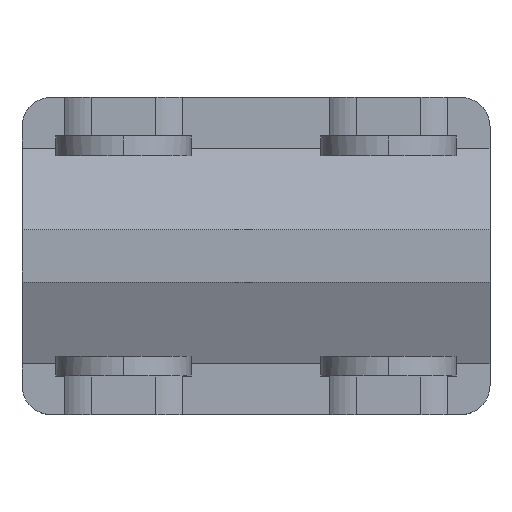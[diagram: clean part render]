
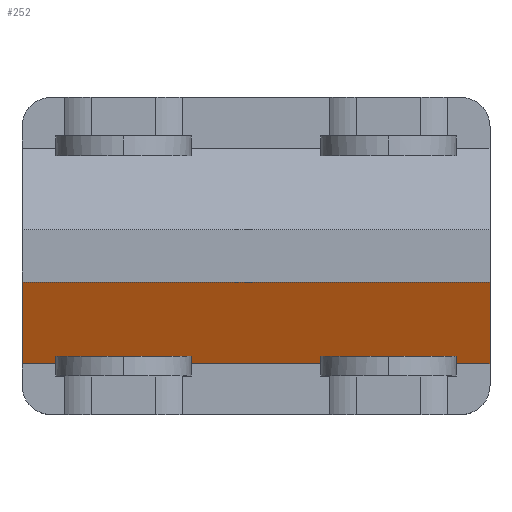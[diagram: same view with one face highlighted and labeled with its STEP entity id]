
A CAD part, top view. The second image highlights one B-rep face of the part: STEP entity #252.
In plain terms, the highlighted planar face has unit normal (0, -0.395, 0.919).
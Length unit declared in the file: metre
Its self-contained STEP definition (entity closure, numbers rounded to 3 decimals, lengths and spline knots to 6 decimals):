
#20 = ORIENTED_EDGE ( 'NONE', *, *, #556, .F. ) ;
#30 = EDGE_CURVE ( 'NONE', #604, #811, #628, .T. ) ;
#45 = ORIENTED_EDGE ( 'NONE', *, *, #422, .F. ) ;
#47 = CARTESIAN_POINT ( 'NONE',  ( -1.152719, -0.68, -0.567424 ) ) ;
#72 = ORIENTED_EDGE ( 'NONE', *, *, #30, .T. ) ;
#146 = FACE_OUTER_BOUND ( 'NONE', #288, .T. ) ;
#154 = CARTESIAN_POINT ( 'NONE',  ( -2.958752, -0.732472, -0.59 ) ) ;
#173 = VERTEX_POINT ( 'NONE', #289 ) ;
#190 = CARTESIAN_POINT ( 'NONE',  ( -3.84345, -0.715102, -0.582527 ) ) ;
#191 = EDGE_CURVE ( 'NONE', #1534, #604, #1143, .T. ) ;
#200 = CARTESIAN_POINT ( 'NONE',  ( -2.952719, -0.68, -0.567424 ) ) ;
#205 = ORIENTED_EDGE ( 'NONE', *, *, #318, .T. ) ;
#213 = CARTESIAN_POINT ( 'NONE',  ( -3.841248, -0.732472, -0.59 ) ) ;
#252 = ADVANCED_FACE ( 'NONE', ( #146 ), #1971, .F. ) ;
#263 = CARTESIAN_POINT ( 'NONE',  ( -1.154539, -0.697607, -0.575 ) ) ;
#278 = CARTESIAN_POINT ( 'NONE',  ( -1.15655, -0.715102, -0.582527 ) ) ;
#288 = EDGE_LOOP ( 'NONE', ( #1490, #72, #2244, #1680, #1975, #205, #45, #2172, #2086, #20, #2414, #2387 ) ) ;
#289 = CARTESIAN_POINT ( 'NONE',  ( -0.911432, -0.732472, -0.59 ) ) ;
#298 = CARTESIAN_POINT ( 'NONE',  ( -1.158752, -0.732472, -0.59 ) ) ;
#313 = DIRECTION ( 'NONE',  ( -1., 0., 0. ) ) ;
#316 = EDGE_CURVE ( 'NONE', #1534, #1114, #2074, .T. ) ;
#318 = EDGE_CURVE ( 'NONE', #1912, #725, #1468, .T. ) ;
#327 = EDGE_CURVE ( 'NONE', #946, #1315, #970, .T. ) ;
#398 = VECTOR ( 'NONE', #712, 1. ) ;
#422 = EDGE_CURVE ( 'NONE', #1454, #725, #966, .T. ) ;
#465 = DIRECTION ( 'NONE',  ( 0., 0.395, -0.919 ) ) ;
#548 = CARTESIAN_POINT ( 'NONE',  ( -4.088568, -0.176972, -0.351 ) ) ;
#551 = DIRECTION ( 'NONE',  ( -1., 0., 0. ) ) ;
#552 = AXIS2_PLACEMENT_3D ( 'NONE', #912, #465, #2234 ) ;
#556 = EDGE_CURVE ( 'NONE', #1950, #946, #690, .T. ) ;
#557 = VERTEX_POINT ( 'NONE', #298 ) ;
#604 = VERTEX_POINT ( 'NONE', #1981 ) ;
#624 = LINE ( 'NONE', #659, #1589 ) ;
#628 = LINE ( 'NONE', #802, #2117 ) ;
#659 = CARTESIAN_POINT ( 'NONE',  ( -5.244668, -0.732472, -0.59 ) ) ;
#690 = LINE ( 'NONE', #2372, #1326 ) ;
#699 = VECTOR ( 'NONE', #1932, 1. ) ;
#702 = VECTOR ( 'NONE', #551, 1. ) ;
#712 = DIRECTION ( 'NONE',  ( -1., 0., 0. ) ) ;
#721 = CARTESIAN_POINT ( 'NONE',  ( 0.244668, -0.732472, -0.59 ) ) ;
#725 = VERTEX_POINT ( 'NONE', #548 ) ;
#728 = CARTESIAN_POINT ( 'NONE',  ( 0.244668, -0.732472, -0.59 ) ) ;
#743 = CARTESIAN_POINT ( 'NONE',  ( -3.845461, -0.697607, -0.575 ) ) ;
#779 =( BOUNDED_CURVE ( )  B_SPLINE_CURVE ( 3, ( #1340, #1191, #1180, #200 ),
 .UNSPECIFIED., .F., .F. ) 
 B_SPLINE_CURVE_WITH_KNOTS ( ( 4, 4 ),
 ( 1.284284, 1.335089 ),
 .UNSPECIFIED. ) 
 CURVE ( )  GEOMETRIC_REPRESENTATION_ITEM ( )  RATIONAL_B_SPLINE_CURVE ( ( 1., 1., 1., 1. ) ) 
 REPRESENTATION_ITEM ( '' )  );
#802 = CARTESIAN_POINT ( 'NONE',  ( 0.244668, -0.68, -0.567424 ) ) ;
#811 = VERTEX_POINT ( 'NONE', #47 ) ;
#820 = EDGE_CURVE ( 'NONE', #1114, #1950, #779, .T. ) ;
#912 = CARTESIAN_POINT ( 'NONE',  ( 0.244668, -0.732472, -0.59 ) ) ;
#925 = CARTESIAN_POINT ( 'NONE',  ( -3.847281, -0.68, -0.567424 ) ) ;
#942 = CARTESIAN_POINT ( 'NONE',  ( 0.244668, -0.176972, -0.351 ) ) ;
#946 = VERTEX_POINT ( 'NONE', #1603 ) ;
#966 = LINE ( 'NONE', #2298, #699 ) ;
#970 =( BOUNDED_CURVE ( )  B_SPLINE_CURVE ( 3, ( #925, #743, #190, #2052 ),
 .UNSPECIFIED., .F., .F. ) 
 B_SPLINE_CURVE_WITH_KNOTS ( ( 4, 4 ),
 ( 4.948097, 4.998902 ),
 .UNSPECIFIED. ) 
 CURVE ( )  GEOMETRIC_REPRESENTATION_ITEM ( )  RATIONAL_B_SPLINE_CURVE ( ( 1., 1., 1., 1. ) ) 
 REPRESENTATION_ITEM ( '' )  );
#1024 = DIRECTION ( 'NONE',  ( 1., 0., 0. ) ) ;
#1037 = CARTESIAN_POINT ( 'NONE',  ( -1.158752, -0.732472, -0.59 ) ) ;
#1049 = CARTESIAN_POINT ( 'NONE',  ( -2.041248, -0.732472, -0.59 ) ) ;
#1076 = CARTESIAN_POINT ( 'NONE',  ( -2.04345, -0.715102, -0.582527 ) ) ;
#1077 = EDGE_CURVE ( 'NONE', #173, #557, #1463, .T. ) ;
#1114 = VERTEX_POINT ( 'NONE', #154 ) ;
#1139 = DIRECTION ( 'NONE',  ( -1., 0., 0. ) ) ;
#1143 =( BOUNDED_CURVE ( )  B_SPLINE_CURVE ( 3, ( #1049, #1076, #2208, #2181 ),
 .UNSPECIFIED., .F., .T. ) 
 B_SPLINE_CURVE_WITH_KNOTS ( ( 4, 4 ),
 ( 1.284284, 1.335089 ),
 .UNSPECIFIED. ) 
 CURVE ( )  GEOMETRIC_REPRESENTATION_ITEM ( )  RATIONAL_B_SPLINE_CURVE ( ( 1., 1., 1., 1. ) ) 
 REPRESENTATION_ITEM ( '' )  );
#1180 = CARTESIAN_POINT ( 'NONE',  ( -2.954539, -0.697607, -0.575 ) ) ;
#1191 = CARTESIAN_POINT ( 'NONE',  ( -2.95655, -0.715102, -0.582527 ) ) ;
#1211 = CARTESIAN_POINT ( 'NONE',  ( -1.152719, -0.68, -0.567424 ) ) ;
#1315 = VERTEX_POINT ( 'NONE', #213 ) ;
#1326 = VECTOR ( 'NONE', #313, 1. ) ;
#1340 = CARTESIAN_POINT ( 'NONE',  ( -2.958752, -0.732472, -0.59 ) ) ;
#1424 = EDGE_CURVE ( 'NONE', #1454, #1315, #624, .T. ) ;
#1454 = VERTEX_POINT ( 'NONE', #2118 ) ;
#1463 = LINE ( 'NONE', #728, #398 ) ;
#1468 = LINE ( 'NONE', #942, #2080 ) ;
#1490 = ORIENTED_EDGE ( 'NONE', *, *, #191, .T. ) ;
#1534 = VERTEX_POINT ( 'NONE', #1967 ) ;
#1586 = DIRECTION ( 'NONE',  ( 0., 0.919, 0.395 ) ) ;
#1589 = VECTOR ( 'NONE', #1766, 1. ) ;
#1603 = CARTESIAN_POINT ( 'NONE',  ( -3.847281, -0.68, -0.567424 ) ) ;
#1680 = ORIENTED_EDGE ( 'NONE', *, *, #1077, .F. ) ;
#1689 = CARTESIAN_POINT ( 'NONE',  ( -0.911432, -0.176972, -0.351 ) ) ;
#1745 = VECTOR ( 'NONE', #1586, 1. ) ;
#1766 = DIRECTION ( 'NONE',  ( 1., 0., 0. ) ) ;
#1827 = CARTESIAN_POINT ( 'NONE',  ( -0.911432, -0.732472, -0.59 ) ) ;
#1840 = LINE ( 'NONE', #1827, #1745 ) ;
#1912 = VERTEX_POINT ( 'NONE', #1689 ) ;
#1932 = DIRECTION ( 'NONE',  ( 0., 0.919, 0.395 ) ) ;
#1950 = VERTEX_POINT ( 'NONE', #2281 ) ;
#1967 = CARTESIAN_POINT ( 'NONE',  ( -2.041248, -0.732472, -0.59 ) ) ;
#1971 = PLANE ( 'NONE',  #552 ) ;
#1975 = ORIENTED_EDGE ( 'NONE', *, *, #2348, .T. ) ;
#1981 = CARTESIAN_POINT ( 'NONE',  ( -2.047281, -0.68, -0.567424 ) ) ;
#2052 = CARTESIAN_POINT ( 'NONE',  ( -3.841248, -0.732472, -0.59 ) ) ;
#2074 = LINE ( 'NONE', #721, #702 ) ;
#2080 = VECTOR ( 'NONE', #1139, 1. ) ;
#2086 = ORIENTED_EDGE ( 'NONE', *, *, #327, .F. ) ;
#2117 = VECTOR ( 'NONE', #1024, 1. ) ;
#2118 = CARTESIAN_POINT ( 'NONE',  ( -4.088568, -0.732472, -0.59 ) ) ;
#2172 = ORIENTED_EDGE ( 'NONE', *, *, #1424, .T. ) ;
#2181 = CARTESIAN_POINT ( 'NONE',  ( -2.047281, -0.68, -0.567424 ) ) ;
#2208 = CARTESIAN_POINT ( 'NONE',  ( -2.045461, -0.697607, -0.575 ) ) ;
#2234 = DIRECTION ( 'NONE',  ( 0., -0.919, -0.395 ) ) ;
#2244 = ORIENTED_EDGE ( 'NONE', *, *, #2251, .T. ) ;
#2251 = EDGE_CURVE ( 'NONE', #811, #557, #2364, .T. ) ;
#2281 = CARTESIAN_POINT ( 'NONE',  ( -2.952719, -0.68, -0.567424 ) ) ;
#2298 = CARTESIAN_POINT ( 'NONE',  ( -4.088568, -0.732472, -0.59 ) ) ;
#2348 = EDGE_CURVE ( 'NONE', #173, #1912, #1840, .T. ) ;
#2364 =( BOUNDED_CURVE ( )  B_SPLINE_CURVE ( 3, ( #1211, #263, #278, #1037 ),
 .UNSPECIFIED., .F., .F. ) 
 B_SPLINE_CURVE_WITH_KNOTS ( ( 4, 4 ),
 ( 4.948097, 4.998902 ),
 .UNSPECIFIED. ) 
 CURVE ( )  GEOMETRIC_REPRESENTATION_ITEM ( )  RATIONAL_B_SPLINE_CURVE ( ( 1., 1., 1., 1. ) ) 
 REPRESENTATION_ITEM ( '' )  );
#2372 = CARTESIAN_POINT ( 'NONE',  ( -5.244668, -0.68, -0.567424 ) ) ;
#2387 = ORIENTED_EDGE ( 'NONE', *, *, #316, .F. ) ;
#2414 = ORIENTED_EDGE ( 'NONE', *, *, #820, .F. ) ;
